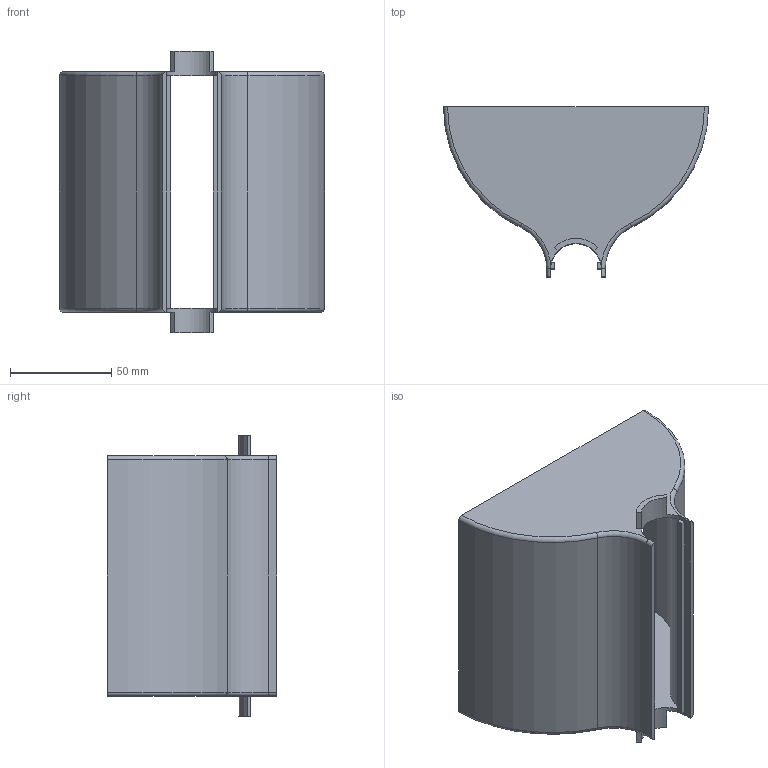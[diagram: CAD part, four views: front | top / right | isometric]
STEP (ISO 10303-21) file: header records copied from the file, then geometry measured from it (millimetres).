
FILE_DESCRIPTION (( 'STEP AP203' ), '1' );
FILE_NAME ('tramoggia2.STEP', '2013-05-07T06:46:53', ( '' ), ( '' ), 'SwSTEP 2.0', 'SolidWorks 2012', '' );
FILE_SCHEMA (( 'CONFIG_CONTROL_DESIGN' ));
Length unit declared in the file: millimetre
Products named in the file (1): tramoggia2
Bounding box: 131 x 84 x 139 mm (x, y, z)
Volume: 78323.2 mm3; surface area: 79138.4 mm2
Topology: 1 solids, 1 shells, 53 faces, 132 edges, 80 vertices
Faces by surface type: plane 27, cylinder 18, torus 8
Entity records: 1659 total; most frequent: DIRECTION 304, CARTESIAN_POINT 266, ORIENTED_EDGE 264, EDGE_CURVE 132, AXIS2_PLACEMENT_3D 118, VERTEX_POINT 80, LINE 68, VECTOR 68
